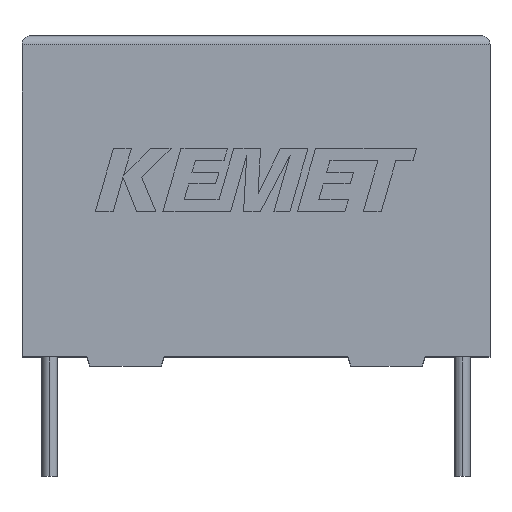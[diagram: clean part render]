
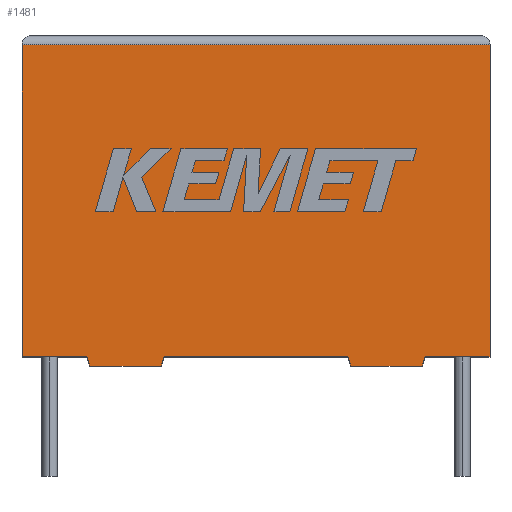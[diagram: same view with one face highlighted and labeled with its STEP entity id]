
A CAD part, top view. The second image highlights one B-rep face of the part: STEP entity #1481.
In plain terms, the highlighted planar face has unit normal (0, 0, 1).
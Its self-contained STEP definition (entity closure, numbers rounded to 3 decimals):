
#61 = FACE_OUTER_BOUND ( 'NONE', #3187, .T. ) ;
#72 = DIRECTION ( 'NONE',  ( -1., 0., 0. ) ) ;
#87 = VECTOR ( 'NONE', #967, 1000. ) ;
#132 = EDGE_CURVE ( 'NONE', #610, #2315, #1555, .T. ) ;
#243 = VERTEX_POINT ( 'NONE', #2850 ) ;
#248 = DIRECTION ( 'NONE',  ( 0., 1., 0. ) ) ;
#249 = CARTESIAN_POINT ( 'NONE',  ( 0., 0., 9.5 ) ) ;
#263 = LINE ( 'NONE', #3014, #2841 ) ;
#277 = ORIENTED_EDGE ( 'NONE', *, *, #2711, .T. ) ;
#295 = ORIENTED_EDGE ( 'NONE', *, *, #1740, .T. ) ;
#434 = VECTOR ( 'NONE', #3015, 1000. ) ;
#435 = ORIENTED_EDGE ( 'NONE', *, *, #601, .T. ) ;
#484 = VECTOR ( 'NONE', #812, 1000. ) ;
#486 = VECTOR ( 'NONE', #2769, 1000. ) ;
#510 = VECTOR ( 'NONE', #520, 1000. ) ;
#515 = DIRECTION ( 'NONE',  ( 1., 0., 0. ) ) ;
#520 = DIRECTION ( 'NONE',  ( 1., 0., 0. ) ) ;
#544 = EDGE_CURVE ( 'NONE', #1032, #1532, #1766, .T. ) ;
#601 = EDGE_CURVE ( 'NONE', #2101, #1032, #1096, .T. ) ;
#610 = VERTEX_POINT ( 'NONE', #2266 ) ;
#621 = ORIENTED_EDGE ( 'NONE', *, *, #1717, .T. ) ;
#636 = CARTESIAN_POINT ( 'NONE',  ( 25.5, 0., 9.5 ) ) ;
#670 = EDGE_CURVE ( 'NONE', #2667, #243, #2049, .T. ) ;
#687 = VERTEX_POINT ( 'NONE', #2753 ) ;
#755 = VERTEX_POINT ( 'NONE', #3130 ) ;
#798 = CARTESIAN_POINT ( 'NONE',  ( 0., 0., 9.5 ) ) ;
#812 = DIRECTION ( 'NONE',  ( 1., 0., 0. ) ) ;
#830 = CARTESIAN_POINT ( 'NONE',  ( 21.81, -0.5, 9.5 ) ) ;
#965 = VERTEX_POINT ( 'NONE', #2172 ) ;
#967 = DIRECTION ( 'NONE',  ( -0.287, 0.958, 0. ) ) ;
#992 = LINE ( 'NONE', #2991, #1463 ) ;
#1025 = CARTESIAN_POINT ( 'NONE',  ( 17.759, 0., 9.5 ) ) ;
#1032 = VERTEX_POINT ( 'NONE', #1752 ) ;
#1033 = LINE ( 'NONE', #1534, #486 ) ;
#1054 = ORIENTED_EDGE ( 'NONE', *, *, #132, .T. ) ;
#1059 = CARTESIAN_POINT ( 'NONE',  ( 3.69, -0.5, 9.5 ) ) ;
#1093 = ORIENTED_EDGE ( 'NONE', *, *, #2409, .T. ) ;
#1096 = LINE ( 'NONE', #2242, #434 ) ;
#1125 = EDGE_CURVE ( 'NONE', #1532, #755, #1898, .T. ) ;
#1212 = CARTESIAN_POINT ( 'NONE',  ( 25.5, 17., 9.5 ) ) ;
#1213 = CARTESIAN_POINT ( 'NONE',  ( 17.909, -0.5, 9.5 ) ) ;
#1262 = DIRECTION ( 'NONE',  ( 0.287, 0.958, 0. ) ) ;
#1369 = VECTOR ( 'NONE', #2016, 1000. ) ;
#1373 = DIRECTION ( 'NONE',  ( -1., 0., 0. ) ) ;
#1445 = LINE ( 'NONE', #798, #2811 ) ;
#1463 = VECTOR ( 'NONE', #248, 1000. ) ;
#1468 = LINE ( 'NONE', #1213, #87 ) ;
#1481 = ADVANCED_FACE ( 'NONE', ( #61 ), #2615, .F. ) ;
#1526 = VECTOR ( 'NONE', #1747, 1000. ) ;
#1532 = VERTEX_POINT ( 'NONE', #2216 ) ;
#1534 = CARTESIAN_POINT ( 'NONE',  ( 0., 0., 9.5 ) ) ;
#1555 = LINE ( 'NONE', #249, #510 ) ;
#1625 = ORIENTED_EDGE ( 'NONE', *, *, #1125, .T. ) ;
#1667 = DIRECTION ( 'NONE',  ( 0., 0., -1. ) ) ;
#1717 = EDGE_CURVE ( 'NONE', #2126, #687, #263, .T. ) ;
#1740 = EDGE_CURVE ( 'NONE', #755, #610, #2498, .T. ) ;
#1747 = DIRECTION ( 'NONE',  ( 0.287, -0.958, 0. ) ) ;
#1752 = CARTESIAN_POINT ( 'NONE',  ( 3.54, 0., 9.5 ) ) ;
#1766 = LINE ( 'NONE', #2518, #1526 ) ;
#1785 = EDGE_CURVE ( 'NONE', #243, #965, #1829, .T. ) ;
#1829 = LINE ( 'NONE', #830, #3231 ) ;
#1898 = LINE ( 'NONE', #1059, #484 ) ;
#1906 = ORIENTED_EDGE ( 'NONE', *, *, #544, .T. ) ;
#1950 = ORIENTED_EDGE ( 'NONE', *, *, #1785, .F. ) ;
#1989 = VECTOR ( 'NONE', #1262, 1000. ) ;
#1991 = CARTESIAN_POINT ( 'NONE',  ( 0., 0., 9.5 ) ) ;
#2004 = CARTESIAN_POINT ( 'NONE',  ( 7.591, -0.5, 9.5 ) ) ;
#2016 = DIRECTION ( 'NONE',  ( -0.287, -0.958, 0. ) ) ;
#2047 = VERTEX_POINT ( 'NONE', #636 ) ;
#2049 = LINE ( 'NONE', #3242, #1369 ) ;
#2101 = VERTEX_POINT ( 'NONE', #1991 ) ;
#2126 = VERTEX_POINT ( 'NONE', #1212 ) ;
#2172 = CARTESIAN_POINT ( 'NONE',  ( 17.909, -0.5, 9.5 ) ) ;
#2216 = CARTESIAN_POINT ( 'NONE',  ( 3.69, -0.5, 9.5 ) ) ;
#2225 = ORIENTED_EDGE ( 'NONE', *, *, #670, .F. ) ;
#2242 = CARTESIAN_POINT ( 'NONE',  ( 0., 0., 9.5 ) ) ;
#2266 = CARTESIAN_POINT ( 'NONE',  ( 7.741, 0., 9.5 ) ) ;
#2315 = VERTEX_POINT ( 'NONE', #1025 ) ;
#2409 = EDGE_CURVE ( 'NONE', #2047, #2126, #992, .T. ) ;
#2498 = LINE ( 'NONE', #2004, #1989 ) ;
#2518 = CARTESIAN_POINT ( 'NONE',  ( 3.54, 0., 9.5 ) ) ;
#2612 = EDGE_CURVE ( 'NONE', #2667, #2047, #1445, .T. ) ;
#2615 = PLANE ( 'NONE',  #2828 ) ;
#2667 = VERTEX_POINT ( 'NONE', #2787 ) ;
#2711 = EDGE_CURVE ( 'NONE', #687, #2101, #1033, .T. ) ;
#2753 = CARTESIAN_POINT ( 'NONE',  ( 0., 17., 9.5 ) ) ;
#2769 = DIRECTION ( 'NONE',  ( 0., -1., 0. ) ) ;
#2781 = ORIENTED_EDGE ( 'NONE', *, *, #3048, .F. ) ;
#2787 = CARTESIAN_POINT ( 'NONE',  ( 21.96, 0., 9.5 ) ) ;
#2811 = VECTOR ( 'NONE', #515, 1000. ) ;
#2828 = AXIS2_PLACEMENT_3D ( 'NONE', #2877, #1667, #1373 ) ;
#2841 = VECTOR ( 'NONE', #3024, 1000. ) ;
#2850 = CARTESIAN_POINT ( 'NONE',  ( 21.81, -0.5, 9.5 ) ) ;
#2877 = CARTESIAN_POINT ( 'NONE',  ( 0., 0., 9.5 ) ) ;
#2991 = CARTESIAN_POINT ( 'NONE',  ( 25.5, 0., 9.5 ) ) ;
#3014 = CARTESIAN_POINT ( 'NONE',  ( 0., 17., 9.5 ) ) ;
#3015 = DIRECTION ( 'NONE',  ( 1., 0., 0. ) ) ;
#3024 = DIRECTION ( 'NONE',  ( -1., 0., 0. ) ) ;
#3048 = EDGE_CURVE ( 'NONE', #965, #2315, #1468, .T. ) ;
#3130 = CARTESIAN_POINT ( 'NONE',  ( 7.591, -0.5, 9.5 ) ) ;
#3187 = EDGE_LOOP ( 'NONE', ( #1093, #621, #277, #435, #1906, #1625, #295, #1054, #2781, #1950, #2225, #3192 ) ) ;
#3192 = ORIENTED_EDGE ( 'NONE', *, *, #2612, .T. ) ;
#3231 = VECTOR ( 'NONE', #72, 1000. ) ;
#3242 = CARTESIAN_POINT ( 'NONE',  ( 21.96, 0., 9.5 ) ) ;
